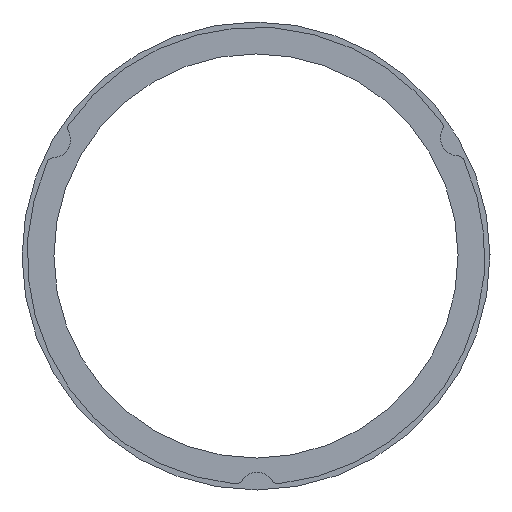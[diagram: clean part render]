
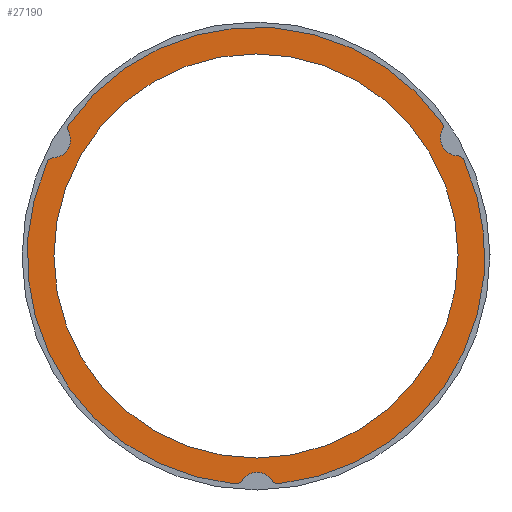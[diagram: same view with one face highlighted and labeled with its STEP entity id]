
A CAD part, front view. The second image highlights one B-rep face of the part: STEP entity #27190.
In plain terms, the highlighted planar face has unit normal (0, -1, 0).
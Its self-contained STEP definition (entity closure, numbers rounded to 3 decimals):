
#1730=CARTESIAN_POINT('',(0.,-15.5,-72.39));
#1740=VERTEX_POINT('',#1730);
#1770=CARTESIAN_POINT('',(0.,-15.5,0.));
#1780=DIRECTION('',(-0.,1.,-0.));
#1790=DIRECTION('',(0.,0.,-1.));
#1800=AXIS2_PLACEMENT_3D('',#1770,#1780,#1790);
#1810=CIRCLE('',#1800,72.39);
#1820=CARTESIAN_POINT('',(-46.632,-15.5,
55.369));
#1830=VERTEX_POINT('',#1820);
#1840=EDGE_CURVE('',#1740,#1830,#1810,.T.);
#1860=CARTESIAN_POINT('',(0.,-15.5,72.39))
;
#1870=VERTEX_POINT('',#1860);
#1880=EDGE_CURVE('',#1830,#1870,#1810,.T.);
#2140=CARTESIAN_POINT('',(-34.083,-15.5,
74.558));
#2150=VERTEX_POINT('',#2140);
#2180=CARTESIAN_POINT('',(-33.027,-15.5,
72.248));
#2190=DIRECTION('',(0.,-1.,0.));
#2200=DIRECTION('',(-0.416,0.,
0.909));
#2210=AXIS2_PLACEMENT_3D('',#2180,#2190,#2200);
#2220=CIRCLE('',#2210,2.54);
#2230=CARTESIAN_POINT('',(-35.565,-15.5,
72.346));
#2240=VERTEX_POINT('',#2230);
#2250=EDGE_CURVE('',#2150,#2240,#2220,.T.);
#25780=CARTESIAN_POINT('',(-47.528,-15.5,
66.795));
#25790=VERTEX_POINT('',#25780);
#25820=CARTESIAN_POINT('',(0.,-15.5,0.));
#25830=DIRECTION('',(0.,-1.,0.));
#25840=DIRECTION('',(0.,0.,-1.));
#25850=AXIS2_PLACEMENT_3D('',#25820,#25830,#25840);
#25860=CIRCLE('',#25850,81.979);
#25870=CARTESIAN_POINT('',(-47.528,-15.5,
-66.795));
#25880=VERTEX_POINT('',#25870);
#25890=EDGE_CURVE('',#25790,#25880,#25860,.T.);
#26120=CARTESIAN_POINT('',(-44.871,-15.5,
66.973));
#26130=VERTEX_POINT('',#26120);
#26160=CARTESIAN_POINT('',(-46.055,-15.5,
64.726));
#26170=DIRECTION('',(0.,-1.,0.));
#26180=DIRECTION('',(0.466,0.,
0.885));
#26190=AXIS2_PLACEMENT_3D('',#26160,#26170,#26180);
#26200=CIRCLE('',#26190,2.54);
#26210=EDGE_CURVE('',#26130,#25790,#26200,.T.);
#26260=CARTESIAN_POINT('',(-72.39,-15.5,0.));
#26270=DIRECTION('',(0.,1.,0.));
#26280=DIRECTION('',(0.,0.,1.));
#26290=AXIS2_PLACEMENT_3D('',#26260,#26270,#26280);
#26300=PLANE('',#26290);
#26310=EDGE_CURVE('',#1870,#1740,#1810,.T.);
#26320=ORIENTED_EDGE('',*,*,#26310,.T.);
#26330=ORIENTED_EDGE('',*,*,#1880,.T.);
#26340=ORIENTED_EDGE('',*,*,#1840,.T.);
#26350=EDGE_LOOP('',(#26340,#26330,#26320));
#26360=FACE_BOUND('',#26350,.T.);
#26370=CARTESIAN_POINT('',(79.082,-15.5,
7.522));
#26380=DIRECTION('',(0.,-1.,0.));
#26390=DIRECTION('',(0.533,0.,
-0.846));
#26400=AXIS2_PLACEMENT_3D('',#26370,#26380,#26390);
#26410=CIRCLE('',#26400,2.54);
#26420=CARTESIAN_POINT('',(80.435,-15.5,
5.373));
#26430=VERTEX_POINT('',#26420);
#26440=CARTESIAN_POINT('',(81.61,-15.5,
7.762));
#26450=VERTEX_POINT('',#26440);
#26460=EDGE_CURVE('',#26430,#26450,#26410,.T.);
#26470=ORIENTED_EDGE('',*,*,#26460,.T.);
#26480=CARTESIAN_POINT('',(83.82,-15.5,0.)
);
#26490=DIRECTION('',(0.,1.,0.));
#26500=DIRECTION('',(-0.533,0.,
-0.846));
#26510=AXIS2_PLACEMENT_3D('',#26480,#26490,#26500);
#26520=CIRCLE('',#26510,6.35);
#26530=CARTESIAN_POINT('',(80.435,-15.5,
-5.373));
#26540=VERTEX_POINT('',#26530);
#26550=EDGE_CURVE('',#26540,#26430,#26520,.T.);
#26560=ORIENTED_EDGE('',*,*,#26550,.T.);
#26570=CARTESIAN_POINT('',(79.082,-15.5,
-7.522));
#26580=DIRECTION('',(0.,-1.,0.));
#26590=DIRECTION('',(0.996,0.,
-0.095));
#26600=AXIS2_PLACEMENT_3D('',#26570,#26580,#26590);
#26610=CIRCLE('',#26600,2.54);
#26620=CARTESIAN_POINT('',(81.61,-15.5,
-7.762));
#26630=VERTEX_POINT('',#26620);
#26640=EDGE_CURVE('',#26630,#26540,#26610,.T.);
#26650=ORIENTED_EDGE('',*,*,#26640,.T.);
#26660=CARTESIAN_POINT('',(0.,-15.5,0.));
#26670=DIRECTION('',(0.,-1.,0.));
#26680=DIRECTION('',(0.,0.,-1.));
#26690=AXIS2_PLACEMENT_3D('',#26660,#26670,#26680);
#26700=CIRCLE('',#26690,81.979);
#26710=CARTESIAN_POINT('',(-34.083,-15.5,
-74.558));
#26720=VERTEX_POINT('',#26710);
#26730=EDGE_CURVE('',#26720,#26630,#26700,.T.);
#26740=ORIENTED_EDGE('',*,*,#26730,.T.);
#26750=CARTESIAN_POINT('',(-33.027,-15.5,
-72.248));
#26760=DIRECTION('',(0.,-1.,0.));
#26770=DIRECTION('',(-0.999,0.,
-0.039));
#26780=AXIS2_PLACEMENT_3D('',#26750,#26760,#26770);
#26790=CIRCLE('',#26780,2.54);
#26800=CARTESIAN_POINT('',(-35.565,-15.5,
-72.346));
#26810=VERTEX_POINT('',#26800);
#26820=EDGE_CURVE('',#26810,#26720,#26790,.T.);
#26830=ORIENTED_EDGE('',*,*,#26820,.T.);
#26840=CARTESIAN_POINT('',(-41.91,-15.5,
-72.59));
#26850=DIRECTION('',(0.,1.,0.));
#26860=DIRECTION('',(-0.466,0.,
0.885));
#26870=AXIS2_PLACEMENT_3D('',#26840,#26850,#26860);
#26880=CIRCLE('',#26870,6.35);
#26890=CARTESIAN_POINT('',(-44.871,-15.5,
-66.973));
#26900=VERTEX_POINT('',#26890);
#26910=EDGE_CURVE('',#26900,#26810,#26880,.T.);
#26920=ORIENTED_EDGE('',*,*,#26910,.T.);
#26930=CARTESIAN_POINT('',(-46.055,-15.5,
-64.726));
#26940=DIRECTION('',(0.,-1.,0.));
#26950=DIRECTION('',(-0.58,0.,
-0.815));
#26960=AXIS2_PLACEMENT_3D('',#26930,#26940,#26950);
#26970=CIRCLE('',#26960,2.54);
#26980=EDGE_CURVE('',#25880,#26900,#26970,.T.);
#26990=ORIENTED_EDGE('',*,*,#26980,.T.);
#27000=ORIENTED_EDGE('',*,*,#25890,.T.);
#27010=ORIENTED_EDGE('',*,*,#26210,.T.);
#27020=CARTESIAN_POINT('',(-41.91,-15.5,
72.59));
#27030=DIRECTION('',(0.,1.,0.));
#27040=DIRECTION('',(0.999,0.,
-0.039));
#27050=AXIS2_PLACEMENT_3D('',#27020,#27030,#27040);
#27060=CIRCLE('',#27050,6.35);
#27070=EDGE_CURVE('',#2240,#26130,#27060,.T.);
#27080=ORIENTED_EDGE('',*,*,#27070,.T.);
#27090=ORIENTED_EDGE('',*,*,#2250,.T.);
#27100=CARTESIAN_POINT('',(0.,-15.5,0.));
#27110=DIRECTION('',(0.,-1.,0.));
#27120=DIRECTION('',(0.,0.,-1.));
#27130=AXIS2_PLACEMENT_3D('',#27100,#27110,#27120);
#27140=CIRCLE('',#27130,81.979);
#27150=EDGE_CURVE('',#26450,#2150,#27140,.T.);
#27160=ORIENTED_EDGE('',*,*,#27150,.T.);
#27170=EDGE_LOOP('',(#27160,#27090,#27080,#27010,#27000,#26990,#26920,
#26830,#26740,#26650,#26560,#26470));
#27180=FACE_OUTER_BOUND('',#27170,.T.);
#27190=ADVANCED_FACE('',(#26360,#27180),#26300,.F.);
